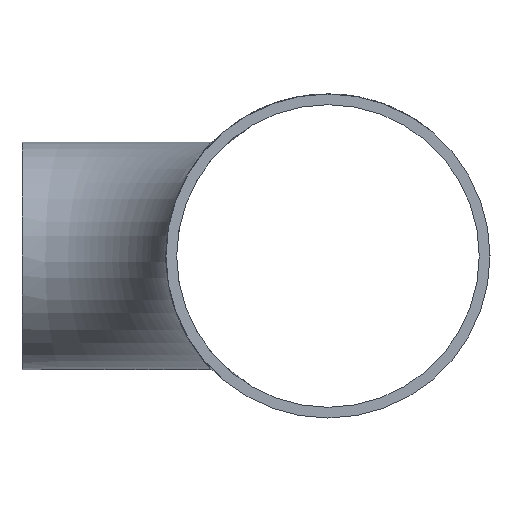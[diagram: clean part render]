
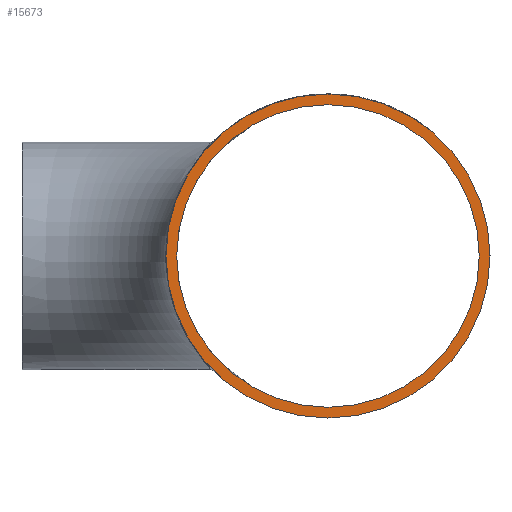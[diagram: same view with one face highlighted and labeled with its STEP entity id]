
A CAD part, left-side view. The second image highlights one B-rep face of the part: STEP entity #15673.
In plain terms, the highlighted planar face has unit normal (-1, 0, 0).
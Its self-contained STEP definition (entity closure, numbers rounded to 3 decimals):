
#3067 = DIRECTION ( 'NONE',  ( 0., 0., -1. ) ) ;
#3215 = EDGE_LOOP ( 'NONE', ( #7481 ) ) ;
#5344 = VERTEX_POINT ( 'NONE', #14605 ) ;
#7481 = ORIENTED_EDGE ( 'NONE', *, *, #19995, .T. ) ;
#8201 = AXIS2_PLACEMENT_3D ( 'NONE', #15166, #17640, #19945 ) ;
#9323 = DIRECTION ( 'NONE',  ( 1., 0., 0. ) ) ;
#9510 = EDGE_CURVE ( 'NONE', #19249, #19249, #24486, .T. ) ;
#11645 = PLANE ( 'NONE',  #13732 ) ;
#13516 = EDGE_LOOP ( 'NONE', ( #22456 ) ) ;
#13732 = AXIS2_PLACEMENT_3D ( 'NONE', #23710, #9323, #23858 ) ;
#14605 = CARTESIAN_POINT ( 'NONE',  ( -76., -56.94, -28.15 ) ) ;
#14767 = CARTESIAN_POINT ( 'NONE',  ( -76., -56.94, -30.15 ) ) ;
#15166 = CARTESIAN_POINT ( 'NONE',  ( -76., -56.94, 0. ) ) ;
#15673 = ADVANCED_FACE ( 'NONE', ( #23392, #23246 ), #11645, .F. ) ;
#17418 = DIRECTION ( 'NONE',  ( 1., 0., 0. ) ) ;
#17640 = DIRECTION ( 'NONE',  ( 1., 0., 0. ) ) ;
#19249 = VERTEX_POINT ( 'NONE', #14767 ) ;
#19945 = DIRECTION ( 'NONE',  ( 0., 0., -1. ) ) ;
#19995 = EDGE_CURVE ( 'NONE', #5344, #5344, #20421, .T. ) ;
#20421 = CIRCLE ( 'NONE', #27337, 28.15 ) ;
#22456 = ORIENTED_EDGE ( 'NONE', *, *, #9510, .F. ) ;
#23246 = FACE_OUTER_BOUND ( 'NONE', #13516, .T. ) ;
#23392 = FACE_BOUND ( 'NONE', #3215, .T. ) ;
#23710 = CARTESIAN_POINT ( 'NONE',  ( -76., -56.94, 0. ) ) ;
#23858 = DIRECTION ( 'NONE',  ( 0., 0., -1. ) ) ;
#24486 = CIRCLE ( 'NONE', #8201, 30.15 ) ;
#27337 = AXIS2_PLACEMENT_3D ( 'NONE', #29469, #17418, #3067 ) ;
#29469 = CARTESIAN_POINT ( 'NONE',  ( -76., -56.94, 0. ) ) ;
